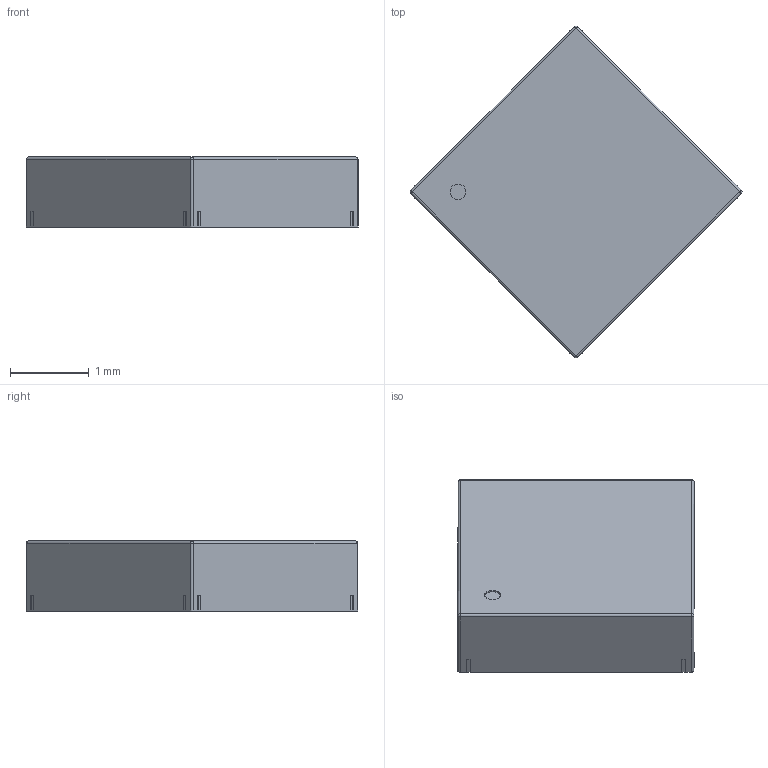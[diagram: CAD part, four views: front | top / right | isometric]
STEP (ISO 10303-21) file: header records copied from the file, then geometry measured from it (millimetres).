
FILE_DESCRIPTION(('FreeCAD Model'),'2;1');
FILE_NAME('Mini-Circuits_FG873-4_3x3mm_02.step','2018-10-02T07:48:54',('kicad StepUp'),('ksu MCAD'), 'Open CASCADE STEP processor 7.1','FreeCAD','Unknown');
FILE_SCHEMA(('AUTOMOTIVE_DESIGN { 1 0 10303 214 1 1 1 1 }'));
Length unit declared in the file: millimetre
Products named in the file (1): Mini-Circuits_FG873-4_3x3mm_02
Bounding box: 4.22 x 4.21 x 0.89 mm (x, y, z)
Volume: 8 mm3; surface area: 28.5 mm2
Topology: 1 solids, 1 shells, 76 faces, 187 edges, 110 vertices
Faces by surface type: plane 63, cylinder 9, sphere 4
Full cylindrical faces by diameter (mm): 0.2 x1
Entity records: 2683 total; most frequent: CARTESIAN_POINT 370, ORIENTED_EDGE 366, DIRECTION 355, EDGE_CURVE 183, LINE 165, VECTOR 165, VERTEX_POINT 110, AXIS2_PLACEMENT_3D 95
